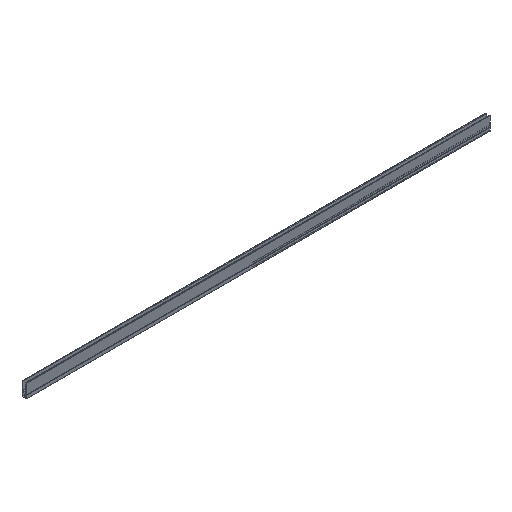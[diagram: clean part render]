
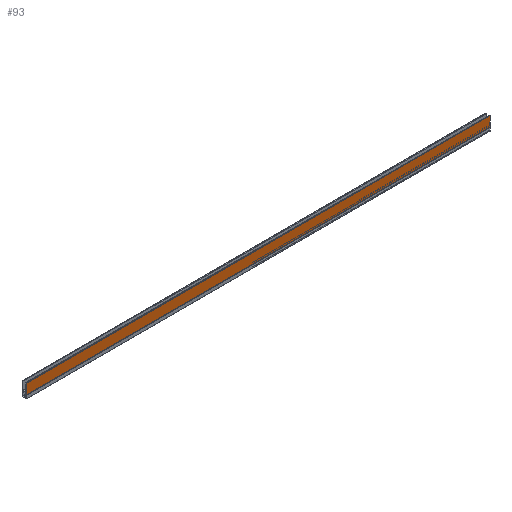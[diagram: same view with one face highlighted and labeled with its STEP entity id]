
A CAD part, isometric view. The second image highlights one B-rep face of the part: STEP entity #93.
In plain terms, the highlighted planar face has unit normal (0, -1, 0).
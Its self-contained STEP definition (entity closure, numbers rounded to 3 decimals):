
#93=ADVANCED_FACE('',(#199),#200,.T.);
#199=FACE_OUTER_BOUND('',#317,.T.);
#200=PLANE('',#318);
#317=EDGE_LOOP('',(#509,#510,#511,#512));
#318=AXIS2_PLACEMENT_3D('',#513,#514,#515);
#509=ORIENTED_EDGE('',*,*,#795,.T.);
#510=ORIENTED_EDGE('',*,*,#796,.F.);
#511=ORIENTED_EDGE('',*,*,#797,.F.);
#512=ORIENTED_EDGE('',*,*,#792,.T.);
#513=CARTESIAN_POINT('',(0.0,-4.85,12.412));
#514=DIRECTION('',(0.0,-1.0,0.0));
#515=DIRECTION('',(0.0,0.0,-1.0));
#792=EDGE_CURVE('',#964,#962,#965,.T.);
#795=EDGE_CURVE('',#962,#968,#969,.T.);
#796=EDGE_CURVE('',#970,#968,#971,.T.);
#797=EDGE_CURVE('',#964,#970,#972,.T.);
#962=VERTEX_POINT('',#1201);
#964=VERTEX_POINT('',#1203);
#965=LINE('',#1204,#1205);
#968=VERTEX_POINT('',#1208);
#969=LINE('',#1209,#1210);
#970=VERTEX_POINT('',#1211);
#971=LINE('',#1212,#1213);
#972=LINE('',#1214,#1215);
#1201=CARTESIAN_POINT('',(1000.0,-4.85,1.874));
#1203=CARTESIAN_POINT('',(0.0,-4.85,1.874));
#1204=CARTESIAN_POINT('',(0.0,-4.85,1.874));
#1205=VECTOR('',#1429,1.0);
#1208=CARTESIAN_POINT('',(1000.0,-4.85,22.95));
#1209=CARTESIAN_POINT('',(1000.0,-4.85,1.874));
#1210=VECTOR('',#1433,1.0);
#1211=CARTESIAN_POINT('',(0.0,-4.85,22.95));
#1212=CARTESIAN_POINT('',(0.0,-4.85,22.95));
#1213=VECTOR('',#1434,1.0);
#1214=CARTESIAN_POINT('',(0.0,-4.85,1.874));
#1215=VECTOR('',#1435,1.0);
#1429=DIRECTION('',(1.0,0.0,0.0));
#1433=DIRECTION('',(0.0,0.0,1.0));
#1434=DIRECTION('',(1.0,0.0,0.0));
#1435=DIRECTION('',(0.0,0.0,1.0));
